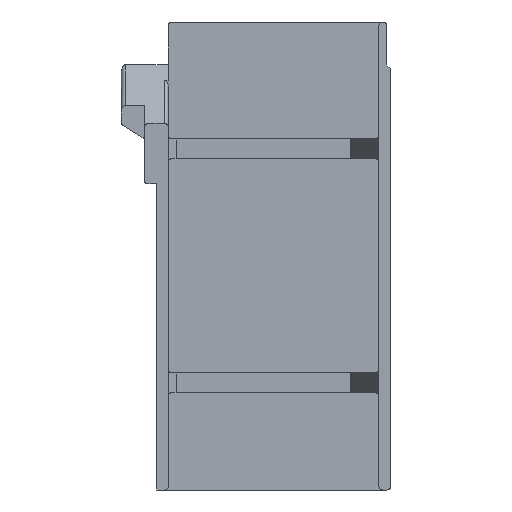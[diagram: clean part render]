
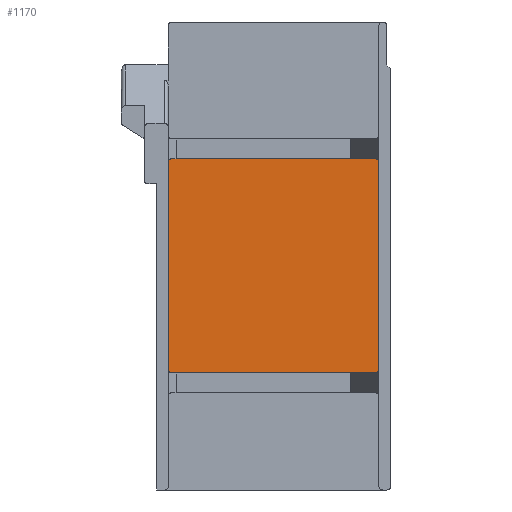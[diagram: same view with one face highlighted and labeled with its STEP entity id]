
A CAD part, front view. The second image highlights one B-rep face of the part: STEP entity #1170.
In plain terms, the highlighted planar face has unit normal (0, -1, 0).
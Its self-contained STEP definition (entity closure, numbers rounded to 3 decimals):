
#74 = CARTESIAN_POINT ( 'NONE',  ( 123.5, 15., 120. ) ) ;
#84 = CARTESIAN_POINT ( 'NONE',  ( 122.5, 15., 85. ) ) ;
#86 = AXIS2_PLACEMENT_3D ( 'NONE', #679, #211, #1008 ) ;
#109 = ORIENTED_EDGE ( 'NONE', *, *, #228, .F. ) ;
#129 = DIRECTION ( 'NONE',  ( 0., 0., 1. ) ) ;
#151 = VERTEX_POINT ( 'NONE', #84 ) ;
#153 = CIRCLE ( 'NONE', #973, 1. ) ;
#160 = EDGE_CURVE ( 'NONE', #151, #378, #1159, .T. ) ;
#201 = VERTEX_POINT ( 'NONE', #986 ) ;
#211 = DIRECTION ( 'NONE',  ( 0., 1., 0. ) ) ;
#228 = EDGE_CURVE ( 'NONE', #201, #1297, #1171, .T. ) ;
#232 = LINE ( 'NONE', #854, #1238 ) ;
#279 = CIRCLE ( 'NONE', #408, 1. ) ;
#283 = AXIS2_PLACEMENT_3D ( 'NONE', #293, #1248, #610 ) ;
#286 = VERTEX_POINT ( 'NONE', #436 ) ;
#293 = CARTESIAN_POINT ( 'NONE',  ( 123.5, 15., 120. ) ) ;
#368 = DIRECTION ( 'NONE',  ( 0., 1., 0. ) ) ;
#378 = VERTEX_POINT ( 'NONE', #409 ) ;
#408 = AXIS2_PLACEMENT_3D ( 'NONE', #845, #1765, #1634 ) ;
#409 = CARTESIAN_POINT ( 'NONE',  ( 70.5, 15., 85. ) ) ;
#436 = CARTESIAN_POINT ( 'NONE',  ( 69.5, 15., 84. ) ) ;
#442 = DIRECTION ( 'NONE',  ( 1., 0., 0. ) ) ;
#459 = ORIENTED_EDGE ( 'NONE', *, *, #160, .T. ) ;
#518 = DIRECTION ( 'NONE',  ( 0., 0., -1. ) ) ;
#549 = DIRECTION ( 'NONE',  ( -1., 0., 0. ) ) ;
#576 = ORIENTED_EDGE ( 'NONE', *, *, #1595, .F. ) ;
#577 = EDGE_CURVE ( 'NONE', #286, #378, #279, .T. ) ;
#582 = CARTESIAN_POINT ( 'NONE',  ( 122.5, 15., 30. ) ) ;
#587 = EDGE_CURVE ( 'NONE', #1297, #1501, #1231, .T. ) ;
#610 = DIRECTION ( 'NONE',  ( 0., 0., 1. ) ) ;
#672 = CIRCLE ( 'NONE', #86, 1. ) ;
#679 = CARTESIAN_POINT ( 'NONE',  ( 122.5, 15., 84. ) ) ;
#723 = DIRECTION ( 'NONE',  ( 0., 1., 0. ) ) ;
#762 = ORIENTED_EDGE ( 'NONE', *, *, #577, .F. ) ;
#831 = CARTESIAN_POINT ( 'NONE',  ( 123.5, 15., 85. ) ) ;
#845 = CARTESIAN_POINT ( 'NONE',  ( 70.5, 15., 84. ) ) ;
#854 = CARTESIAN_POINT ( 'NONE',  ( 69.5, 15., 120. ) ) ;
#891 = VERTEX_POINT ( 'NONE', #1427 ) ;
#945 = ORIENTED_EDGE ( 'NONE', *, *, #1798, .T. ) ;
#962 = VECTOR ( 'NONE', #549, 1000. ) ;
#973 = AXIS2_PLACEMENT_3D ( 'NONE', #1668, #723, #129 ) ;
#986 = CARTESIAN_POINT ( 'NONE',  ( 123.5, 15., 84. ) ) ;
#1008 = DIRECTION ( 'NONE',  ( 0., 0., 1. ) ) ;
#1012 = CARTESIAN_POINT ( 'NONE',  ( 122.5, 15., 31. ) ) ;
#1014 = EDGE_LOOP ( 'NONE', ( #459, #762, #945, #576, #1661, #1545, #109, #1732 ) ) ;
#1032 = AXIS2_PLACEMENT_3D ( 'NONE', #1012, #368, #1929 ) ;
#1146 = EDGE_CURVE ( 'NONE', #891, #1501, #1361, .T. ) ;
#1159 = LINE ( 'NONE', #831, #962 ) ;
#1164 = VECTOR ( 'NONE', #442, 1000. ) ;
#1170 = ADVANCED_FACE ( 'NONE', ( #1206 ), #1821, .F. ) ;
#1171 = LINE ( 'NONE', #74, #1682 ) ;
#1206 = FACE_OUTER_BOUND ( 'NONE', #1014, .T. ) ;
#1226 = CARTESIAN_POINT ( 'NONE',  ( 123.5, 15., 30. ) ) ;
#1231 = CIRCLE ( 'NONE', #1032, 1. ) ;
#1238 = VECTOR ( 'NONE', #518, 1000. ) ;
#1248 = DIRECTION ( 'NONE',  ( 0., 1., 0. ) ) ;
#1297 = VERTEX_POINT ( 'NONE', #1754 ) ;
#1322 = CARTESIAN_POINT ( 'NONE',  ( 69.5, 15., 31. ) ) ;
#1361 = LINE ( 'NONE', #1226, #1164 ) ;
#1398 = EDGE_CURVE ( 'NONE', #151, #201, #672, .T. ) ;
#1427 = CARTESIAN_POINT ( 'NONE',  ( 70.5, 15., 30. ) ) ;
#1501 = VERTEX_POINT ( 'NONE', #582 ) ;
#1545 = ORIENTED_EDGE ( 'NONE', *, *, #587, .F. ) ;
#1595 = EDGE_CURVE ( 'NONE', #891, #1790, #153, .T. ) ;
#1634 = DIRECTION ( 'NONE',  ( 0., 0., 1. ) ) ;
#1661 = ORIENTED_EDGE ( 'NONE', *, *, #1146, .T. ) ;
#1668 = CARTESIAN_POINT ( 'NONE',  ( 70.5, 15., 31. ) ) ;
#1682 = VECTOR ( 'NONE', #1954, 1000. ) ;
#1732 = ORIENTED_EDGE ( 'NONE', *, *, #1398, .F. ) ;
#1754 = CARTESIAN_POINT ( 'NONE',  ( 123.5, 15., 31. ) ) ;
#1765 = DIRECTION ( 'NONE',  ( 0., 1., 0. ) ) ;
#1790 = VERTEX_POINT ( 'NONE', #1322 ) ;
#1798 = EDGE_CURVE ( 'NONE', #286, #1790, #232, .T. ) ;
#1821 = PLANE ( 'NONE',  #283 ) ;
#1929 = DIRECTION ( 'NONE',  ( 0., 0., 1. ) ) ;
#1954 = DIRECTION ( 'NONE',  ( 0., 0., -1. ) ) ;
